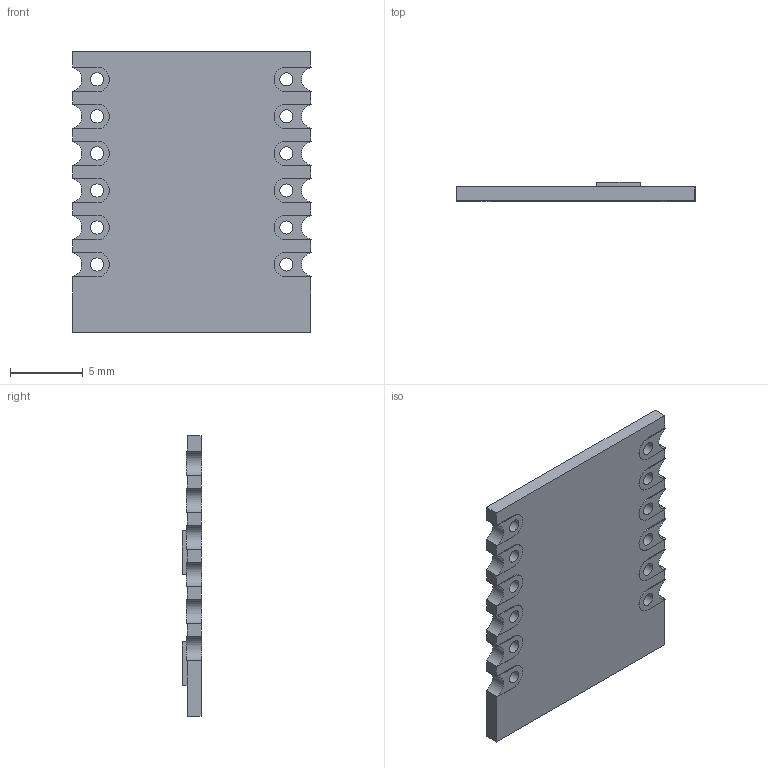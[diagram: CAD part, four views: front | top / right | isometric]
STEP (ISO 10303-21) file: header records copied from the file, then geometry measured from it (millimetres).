
FILE_DESCRIPTION( ( '' ), ' ' );
FILE_NAME( '593ead8953c9a70f741e60be.step', '2017-06-12T15:20:45', ( '' ), ( '' ), ' ', ' ', ' ' );
FILE_SCHEMA( ( 'AUTOMOTIVE_DESIGN { 1 0 10303 214 1 1 1 1 }' ) );
Length unit declared in the file: metre
Products named in the file (3): 1; 2; 3
Bounding box: 16.41 x 1.34 x 19.25 mm (x, y, z)
Volume: 292.3 mm3; surface area: 761.6 mm2
Topology: 3 solids, 3 shells, 150 faces, 432 edges, 288 vertices
Faces by surface type: plane 102, cylinder 48
Full cylindrical faces by diameter (mm): 0.9 x12
Entity records: 6136 total; most frequent: CARTESIAN_POINT 861, ORIENTED_EDGE 840, DIRECTION 822, EDGE_CURVE 420, LINE 324, VECTOR 324, VERTEX_POINT 288, AXIS2_PLACEMENT_3D 249
